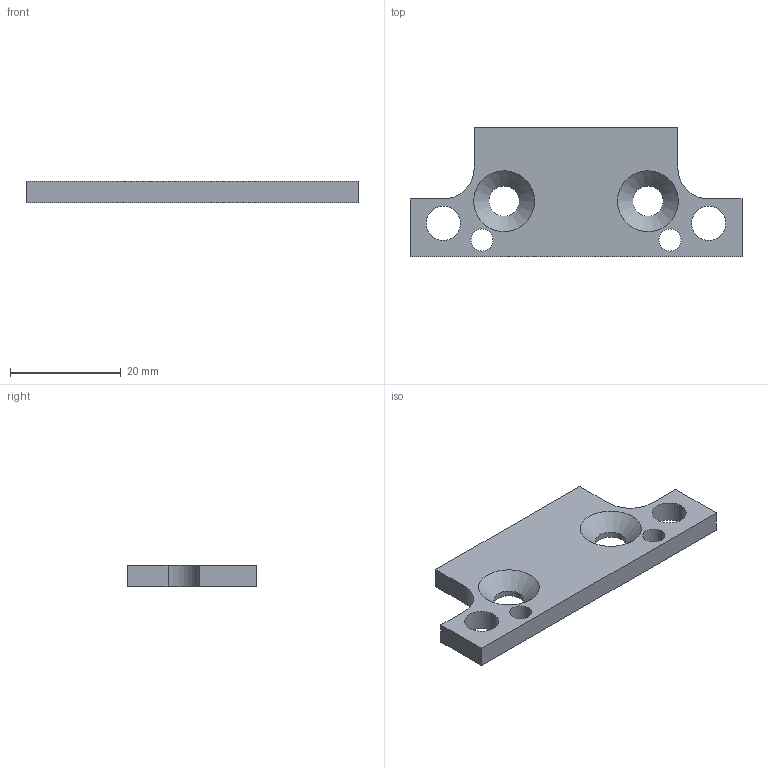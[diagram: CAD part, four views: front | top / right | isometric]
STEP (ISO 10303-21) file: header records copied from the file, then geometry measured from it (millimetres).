
FILE_DESCRIPTION(/* description */ (''),/* implementation_level */ '2;1');
FILE_NAME(/* name */ '351399IPT-02.stp',/* time_stamp */ '2023-07-26T12:04:55+02:00',/* author */ ('FLingel'),/* organization */ (''),/* preprocessor_version */ 'ST-DEVELOPER v17',/* originating_system */ 'Autodesk Inventor 2018',/* authorisation */ '');
FILE_SCHEMA (('AUTOMOTIVE_DESIGN { 1 0 10303 214 3 1 1 }'));
Length unit declared in the file: millimetre
Products named in the file (1): 02122014150216
Bounding box: 60 x 23.34 x 3.8 mm (x, y, z)
Volume: 3551.4 mm3; surface area: 2914.8 mm2
Topology: 1 solids, 1 shells, 20 faces, 60 edges, 42 vertices
Faces by surface type: plane 10, cylinder 8, cone 2
Full cylindrical faces by diameter (mm): 4 x2, 5.5 x2, 6.2 x2
Entity records: 761 total; most frequent: DIRECTION 128, CARTESIAN_POINT 123, ORIENTED_EDGE 120, EDGE_CURVE 60, AXIS2_PLACEMENT_3D 47, VERTEX_POINT 42, LINE 34, VECTOR 34
